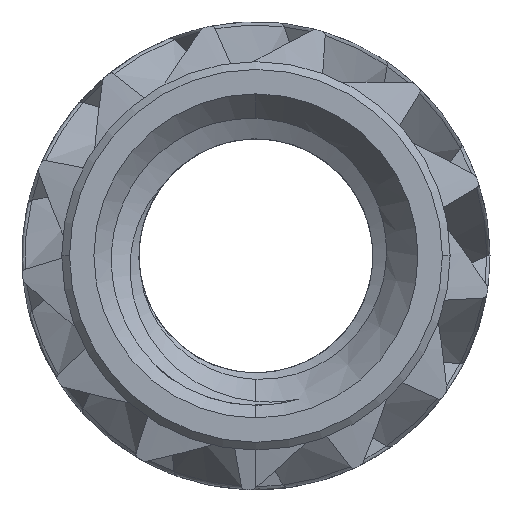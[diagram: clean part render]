
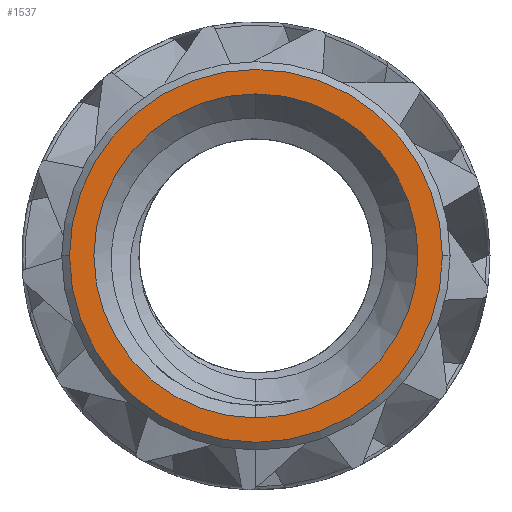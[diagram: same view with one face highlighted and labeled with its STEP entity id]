
A CAD part, front view. The second image highlights one B-rep face of the part: STEP entity #1537.
In plain terms, the highlighted planar face has unit normal (0, -1, 0).
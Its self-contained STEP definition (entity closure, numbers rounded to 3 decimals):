
#373 = PLANE ( 'NONE',  #10640 ) ;
#1328 = CARTESIAN_POINT ( 'NONE',  ( 1.872, -2.15, 0. ) ) ;
#1537 = ADVANCED_FACE ( 'NONE', ( #1780, #6727 ), #373, .T. ) ;
#1780 = FACE_BOUND ( 'NONE', #15160, .T. ) ;
#2079 = AXIS2_PLACEMENT_3D ( 'NONE', #2812, #13018, #3897 ) ;
#2376 = EDGE_CURVE ( 'NONE', #3253, #5681, #9847, .T. ) ;
#2747 = CARTESIAN_POINT ( 'NONE',  ( -1.872, -2.15, 0. ) ) ;
#2812 = CARTESIAN_POINT ( 'NONE',  ( 0., -2.15, 0. ) ) ;
#3253 = VERTEX_POINT ( 'NONE', #1328 ) ;
#3276 = DIRECTION ( 'NONE',  ( 1., 0., 0. ) ) ;
#3466 = ORIENTED_EDGE ( 'NONE', *, *, #8637, .T. ) ;
#3517 = DIRECTION ( 'NONE',  ( 0., 0., -1. ) ) ;
#3897 = DIRECTION ( 'NONE',  ( 0., 0., -1. ) ) ;
#4044 = ORIENTED_EDGE ( 'NONE', *, *, #4282, .F. ) ;
#4282 = EDGE_CURVE ( 'NONE', #6671, #7125, #10896, .T. ) ;
#4619 = ORIENTED_EDGE ( 'NONE', *, *, #4837, .F. ) ;
#4837 = EDGE_CURVE ( 'NONE', #7125, #6671, #11699, .T. ) ;
#4863 = DIRECTION ( 'NONE',  ( 0., -1., 0. ) ) ;
#5116 = AXIS2_PLACEMENT_3D ( 'NONE', #7295, #4863, #3276 ) ;
#5291 = AXIS2_PLACEMENT_3D ( 'NONE', #9632, #15722, #13394 ) ;
#5681 = VERTEX_POINT ( 'NONE', #2747 ) ;
#6671 = VERTEX_POINT ( 'NONE', #9760 ) ;
#6727 = FACE_OUTER_BOUND ( 'NONE', #9373, .T. ) ;
#7125 = VERTEX_POINT ( 'NONE', #10822 ) ;
#7295 = CARTESIAN_POINT ( 'NONE',  ( 0., -2.15, 0. ) ) ;
#7362 = DIRECTION ( 'NONE',  ( 0., -1., 0. ) ) ;
#8637 = EDGE_CURVE ( 'NONE', #5681, #3253, #10996, .T. ) ;
#9373 = EDGE_LOOP ( 'NONE', ( #3466, #10577 ) ) ;
#9632 = CARTESIAN_POINT ( 'NONE',  ( 0., -2.15, 0. ) ) ;
#9760 = CARTESIAN_POINT ( 'NONE',  ( 0., -2.15, -1.627 ) ) ;
#9847 = CIRCLE ( 'NONE', #5291, 1.872 ) ;
#10577 = ORIENTED_EDGE ( 'NONE', *, *, #2376, .T. ) ;
#10640 = AXIS2_PLACEMENT_3D ( 'NONE', #11923, #13419, #15665 ) ;
#10822 = CARTESIAN_POINT ( 'NONE',  ( 0., -2.15, 1.627 ) ) ;
#10896 = CIRCLE ( 'NONE', #15165, 1.627 ) ;
#10996 = CIRCLE ( 'NONE', #5116, 1.872 ) ;
#11303 = CARTESIAN_POINT ( 'NONE',  ( 0., -2.15, 0. ) ) ;
#11699 = CIRCLE ( 'NONE', #2079, 1.627 ) ;
#11923 = CARTESIAN_POINT ( 'NONE',  ( 1.95, -2.15, 0. ) ) ;
#13018 = DIRECTION ( 'NONE',  ( 0., -1., 0. ) ) ;
#13394 = DIRECTION ( 'NONE',  ( 1., 0., 0. ) ) ;
#13419 = DIRECTION ( 'NONE',  ( 0., -1., 0. ) ) ;
#15160 = EDGE_LOOP ( 'NONE', ( #4044, #4619 ) ) ;
#15165 = AXIS2_PLACEMENT_3D ( 'NONE', #11303, #7362, #3517 ) ;
#15665 = DIRECTION ( 'NONE',  ( 1., 0., 0. ) ) ;
#15722 = DIRECTION ( 'NONE',  ( 0., -1., 0. ) ) ;
